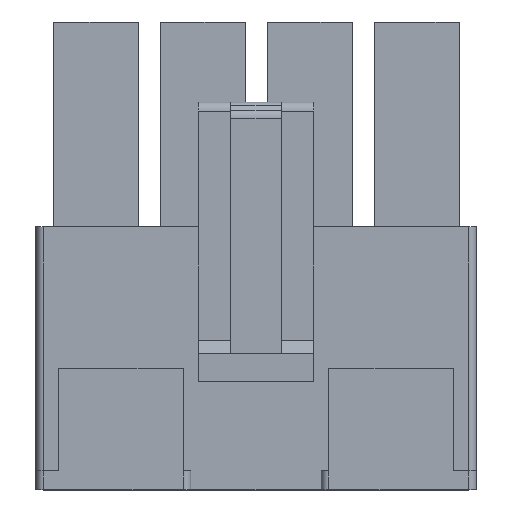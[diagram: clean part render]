
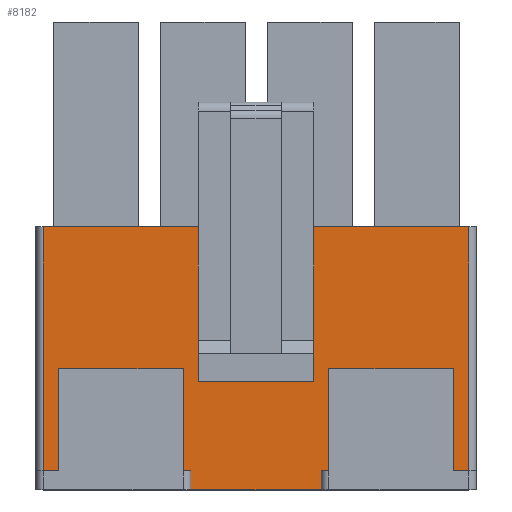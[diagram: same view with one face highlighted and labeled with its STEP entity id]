
A CAD part, top view. The second image highlights one B-rep face of the part: STEP entity #8182.
In plain terms, the highlighted planar face has unit normal (0, 0, 1).
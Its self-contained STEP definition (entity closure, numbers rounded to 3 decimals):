
#672=ORIENTED_EDGE('',*,*,#2996,.F.);
#673=ORIENTED_EDGE('',*,*,#2997,.T.);
#674=ORIENTED_EDGE('',*,*,#2998,.T.);
#675=ORIENTED_EDGE('',*,*,#2999,.F.);
#676=ORIENTED_EDGE('',*,*,#3000,.T.);
#677=ORIENTED_EDGE('',*,*,#3001,.F.);
#678=ORIENTED_EDGE('',*,*,#3002,.F.);
#679=ORIENTED_EDGE('',*,*,#3003,.T.);
#680=ORIENTED_EDGE('',*,*,#3004,.T.);
#681=ORIENTED_EDGE('',*,*,#3005,.T.);
#682=ORIENTED_EDGE('',*,*,#3006,.F.);
#683=ORIENTED_EDGE('',*,*,#3007,.F.);
#684=ORIENTED_EDGE('',*,*,#3008,.F.);
#685=ORIENTED_EDGE('',*,*,#3009,.F.);
#686=ORIENTED_EDGE('',*,*,#3010,.F.);
#687=ORIENTED_EDGE('',*,*,#3011,.F.);
#688=ORIENTED_EDGE('',*,*,#2530,.F.);
#689=ORIENTED_EDGE('',*,*,#3012,.T.);
#690=ORIENTED_EDGE('',*,*,#3013,.T.);
#691=ORIENTED_EDGE('',*,*,#3014,.T.);
#692=ORIENTED_EDGE('',*,*,#3015,.T.);
#693=ORIENTED_EDGE('',*,*,#3016,.T.);
#694=ORIENTED_EDGE('',*,*,#3017,.T.);
#695=ORIENTED_EDGE('',*,*,#3018,.T.);
#2530=EDGE_CURVE('',#3708,#3709,#4445,.T.);
#2996=EDGE_CURVE('',#4118,#4119,#4910,.T.);
#2997=EDGE_CURVE('',#4118,#4120,#4911,.T.);
#2998=EDGE_CURVE('',#4120,#4121,#4912,.T.);
#2999=EDGE_CURVE('',#4119,#4121,#4913,.T.);
#3000=EDGE_CURVE('',#4122,#4123,#4914,.T.);
#3001=EDGE_CURVE('',#4124,#4123,#4915,.T.);
#3002=EDGE_CURVE('',#4125,#4124,#4916,.T.);
#3003=EDGE_CURVE('',#4125,#4122,#4917,.T.);
#3004=EDGE_CURVE('',#4126,#4127,#4918,.T.);
#3005=EDGE_CURVE('',#4127,#4128,#4919,.F.);
#3006=EDGE_CURVE('',#4129,#4128,#4920,.T.);
#3007=EDGE_CURVE('',#4130,#4129,#4921,.T.);
#3008=EDGE_CURVE('',#4131,#4130,#4922,.T.);
#3009=EDGE_CURVE('',#4132,#4131,#4923,.T.);
#3010=EDGE_CURVE('',#4133,#4132,#4924,.T.);
#3011=EDGE_CURVE('',#3709,#4133,#4925,.T.);
#3012=EDGE_CURVE('',#3708,#4134,#4926,.T.);
#3013=EDGE_CURVE('',#4134,#4135,#4927,.T.);
#3014=EDGE_CURVE('',#4135,#4136,#4928,.T.);
#3015=EDGE_CURVE('',#4136,#4137,#4929,.T.);
#3016=EDGE_CURVE('',#4137,#4138,#4930,.T.);
#3017=EDGE_CURVE('',#4138,#4139,#4931,.T.);
#3018=EDGE_CURVE('',#4139,#4126,#4932,.T.);
#3708=VERTEX_POINT('',#11370);
#3709=VERTEX_POINT('',#11372);
#4118=VERTEX_POINT('',#12333);
#4119=VERTEX_POINT('',#12334);
#4120=VERTEX_POINT('',#12336);
#4121=VERTEX_POINT('',#12338);
#4122=VERTEX_POINT('',#12341);
#4123=VERTEX_POINT('',#12342);
#4124=VERTEX_POINT('',#12344);
#4125=VERTEX_POINT('',#12346);
#4126=VERTEX_POINT('',#12349);
#4127=VERTEX_POINT('',#12350);
#4128=VERTEX_POINT('',#12352);
#4129=VERTEX_POINT('',#12354);
#4130=VERTEX_POINT('',#12356);
#4131=VERTEX_POINT('',#12358);
#4132=VERTEX_POINT('',#12360);
#4133=VERTEX_POINT('',#12362);
#4134=VERTEX_POINT('',#12365);
#4135=VERTEX_POINT('',#12367);
#4136=VERTEX_POINT('',#12369);
#4137=VERTEX_POINT('',#12371);
#4138=VERTEX_POINT('',#12373);
#4139=VERTEX_POINT('',#12375);
#4445=LINE('',#11371,#5589);
#4910=LINE('',#12332,#6054);
#4911=LINE('',#12335,#6055);
#4912=LINE('',#12337,#6056);
#4913=LINE('',#12339,#6057);
#4914=LINE('',#12340,#6058);
#4915=LINE('',#12343,#6059);
#4916=LINE('',#12345,#6060);
#4917=LINE('',#12347,#6061);
#4918=LINE('',#12348,#6062);
#4919=LINE('',#12351,#6063);
#4920=LINE('',#12353,#6064);
#4921=LINE('',#12355,#6065);
#4922=LINE('',#12357,#6066);
#4923=LINE('',#12359,#6067);
#4924=LINE('',#12361,#6068);
#4925=LINE('',#12363,#6069);
#4926=LINE('',#12364,#6070);
#4927=LINE('',#12366,#6071);
#4928=LINE('',#12368,#6072);
#4929=LINE('',#12370,#6073);
#4930=LINE('',#12372,#6074);
#4931=LINE('',#12374,#6075);
#4932=LINE('',#12376,#6076);
#5589=VECTOR('',#9170,1000.);
#6054=VECTOR('',#9809,1000.);
#6055=VECTOR('',#9810,1000.);
#6056=VECTOR('',#9811,1000.);
#6057=VECTOR('',#9812,1000.);
#6058=VECTOR('',#9813,1000.);
#6059=VECTOR('',#9814,1000.);
#6060=VECTOR('',#9815,1000.);
#6061=VECTOR('',#9816,1000.);
#6062=VECTOR('',#9817,1000.);
#6063=VECTOR('',#9818,1000.);
#6064=VECTOR('',#9819,1000.);
#6065=VECTOR('',#9820,1000.);
#6066=VECTOR('',#9821,1000.);
#6067=VECTOR('',#9822,1000.);
#6068=VECTOR('',#9823,1000.);
#6069=VECTOR('',#9824,1000.);
#6070=VECTOR('',#9825,1000.);
#6071=VECTOR('',#9826,1000.);
#6072=VECTOR('',#9827,1000.);
#6073=VECTOR('',#9828,1000.);
#6074=VECTOR('',#9829,1000.);
#6075=VECTOR('',#9830,1000.);
#6076=VECTOR('',#9831,1000.);
#6781=EDGE_LOOP('',(#672,#673,#674,#675));
#6782=EDGE_LOOP('',(#676,#677,#678,#679));
#6783=EDGE_LOOP('',(#680,#681,#682,#683,#684,#685,#686,#687,#688,#689,#690,
#691,#692,#693,#694,#695));
#7269=FACE_BOUND('',#6781,.T.);
#7270=FACE_BOUND('',#6782,.T.);
#7271=FACE_BOUND('',#6783,.T.);
#7741=PLANE('',#8665);
#8182=ADVANCED_FACE('',(#7269,#7270,#7271),#7741,.T.);
#8665=AXIS2_PLACEMENT_3D('',#12331,#9807,#9808);
#9170=DIRECTION('',(-1.,0.,0.));
#9807=DIRECTION('',(0.,0.,1.));
#9808=DIRECTION('',(1.,0.,0.));
#9809=DIRECTION('',(-1.,0.,0.));
#9810=DIRECTION('',(0.,-1.,0.));
#9811=DIRECTION('',(-1.,0.,0.));
#9812=DIRECTION('',(0.,-1.,0.));
#9813=DIRECTION('',(-1.,0.,0.));
#9814=DIRECTION('',(0.,-1.,0.));
#9815=DIRECTION('',(-1.,0.,0.));
#9816=DIRECTION('',(0.,-1.,0.));
#9817=DIRECTION('',(-1.,0.,0.));
#9818=DIRECTION('',(0.,1.,0.));
#9819=DIRECTION('',(-1.,0.,0.));
#9820=DIRECTION('',(0.,-1.,0.));
#9821=DIRECTION('',(-1.,0.,0.));
#9822=DIRECTION('',(0.,1.,0.));
#9823=DIRECTION('',(-1.,0.,0.));
#9824=DIRECTION('',(0.,1.,0.));
#9825=DIRECTION('',(0.,1.,0.));
#9826=DIRECTION('',(1.,0.,0.));
#9827=DIRECTION('',(0.,1.,0.));
#9828=DIRECTION('',(1.,0.,0.));
#9829=DIRECTION('',(0.,-1.,0.));
#9830=DIRECTION('',(1.,0.,0.));
#9831=DIRECTION('',(0.,1.,0.));
#11370=CARTESIAN_POINT('',(3.475,-14.,6.23));
#11371=CARTESIAN_POINT('',(11.725,-14.,6.23));
#11372=CARTESIAN_POINT('',(-3.475,-14.,6.23));
#12331=CARTESIAN_POINT('',(11.725,-14.,6.23));
#12332=CARTESIAN_POINT('',(3.075,-0.5,6.23));
#12333=CARTESIAN_POINT('',(-1.425,-0.5,6.23));
#12334=CARTESIAN_POINT('',(-2.4,-0.5,6.23));
#12335=CARTESIAN_POINT('',(-1.425,23.758,6.23));
#12336=CARTESIAN_POINT('',(-1.425,-3.,6.23));
#12337=CARTESIAN_POINT('',(3.075,-3.,6.23));
#12338=CARTESIAN_POINT('',(-2.4,-3.,6.23));
#12339=CARTESIAN_POINT('',(-2.4,23.758,6.23));
#12340=CARTESIAN_POINT('',(3.075,-3.,6.23));
#12341=CARTESIAN_POINT('',(2.4,-3.,6.23));
#12342=CARTESIAN_POINT('',(1.425,-3.,6.23));
#12343=CARTESIAN_POINT('',(1.425,23.758,6.23));
#12344=CARTESIAN_POINT('',(1.425,-0.5,6.23));
#12345=CARTESIAN_POINT('',(3.075,-0.5,6.23));
#12346=CARTESIAN_POINT('',(2.4,-0.5,6.23));
#12347=CARTESIAN_POINT('',(2.4,23.758,6.23));
#12348=CARTESIAN_POINT('',(11.725,0.,6.23));
#12349=CARTESIAN_POINT('',(11.325,0.,6.23));
#12350=CARTESIAN_POINT('',(-11.325,0.,6.23));
#12351=CARTESIAN_POINT('',(-11.325,-14.,6.23));
#12352=CARTESIAN_POINT('',(-11.325,-13.,6.23));
#12353=CARTESIAN_POINT('',(-10.525,-13.,6.23));
#12354=CARTESIAN_POINT('',(-10.525,-13.,6.23));
#12355=CARTESIAN_POINT('',(-10.525,-13.,6.23));
#12356=CARTESIAN_POINT('',(-10.525,-7.55,6.23));
#12357=CARTESIAN_POINT('',(-10.525,-7.55,6.23));
#12358=CARTESIAN_POINT('',(-3.875,-7.55,6.23));
#12359=CARTESIAN_POINT('',(-3.875,-7.55,6.23));
#12360=CARTESIAN_POINT('',(-3.875,-13.,6.23));
#12361=CARTESIAN_POINT('',(-3.475,-13.,6.23));
#12362=CARTESIAN_POINT('',(-3.475,-13.,6.23));
#12363=CARTESIAN_POINT('',(-3.475,-14.,6.23));
#12364=CARTESIAN_POINT('',(3.475,-14.,6.23));
#12365=CARTESIAN_POINT('',(3.475,-13.,6.23));
#12366=CARTESIAN_POINT('',(3.475,-13.,6.23));
#12367=CARTESIAN_POINT('',(3.875,-13.,6.23));
#12368=CARTESIAN_POINT('',(3.875,-7.55,6.23));
#12369=CARTESIAN_POINT('',(3.875,-7.55,6.23));
#12370=CARTESIAN_POINT('',(10.525,-7.55,6.23));
#12371=CARTESIAN_POINT('',(10.525,-7.55,6.23));
#12372=CARTESIAN_POINT('',(10.525,-13.,6.23));
#12373=CARTESIAN_POINT('',(10.525,-13.,6.23));
#12374=CARTESIAN_POINT('',(10.525,-13.,6.23));
#12375=CARTESIAN_POINT('',(11.325,-13.,6.23));
#12376=CARTESIAN_POINT('',(11.325,0.,6.23));
